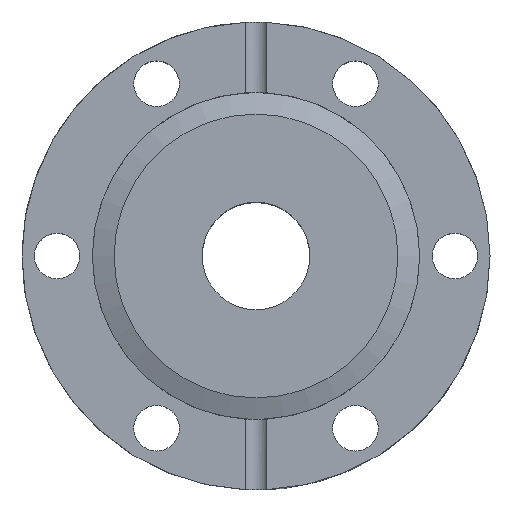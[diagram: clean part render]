
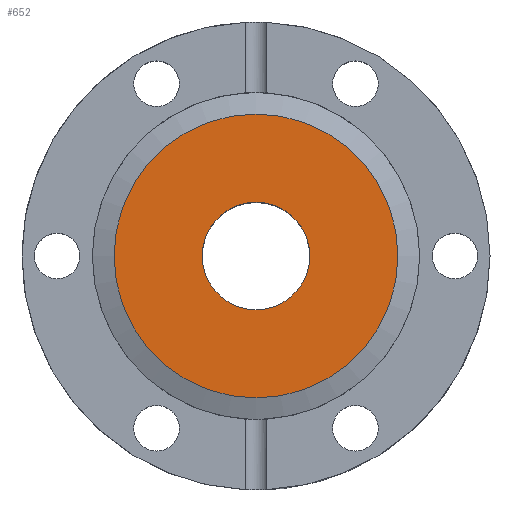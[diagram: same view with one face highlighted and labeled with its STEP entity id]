
A CAD part, top view. The second image highlights one B-rep face of the part: STEP entity #652.
In plain terms, the highlighted planar face has unit normal (0, 0, 1).
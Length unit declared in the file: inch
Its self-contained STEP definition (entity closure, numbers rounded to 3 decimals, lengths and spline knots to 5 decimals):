
#39=PLANE('',#754);
#83=FACE_BOUND('',#208,.T.);
#130=FACE_OUTER_BOUND('',#207,.T.);
#207=EDGE_LOOP('',(#492));
#208=EDGE_LOOP('',(#493));
#287=CIRCLE('',#753,0.825);
#288=CIRCLE('',#755,0.3125);
#345=VERTEX_POINT('',#1129);
#346=VERTEX_POINT('',#1132);
#405=EDGE_CURVE('',#345,#345,#287,.T.);
#406=EDGE_CURVE('',#346,#346,#288,.T.);
#492=ORIENTED_EDGE('',*,*,#405,.T.);
#493=ORIENTED_EDGE('',*,*,#406,.T.);
#652=ADVANCED_FACE('',(#130,#83),#39,.F.);
#753=AXIS2_PLACEMENT_3D('',#1130,#909,#910);
#754=AXIS2_PLACEMENT_3D('',#1131,#911,#912);
#755=AXIS2_PLACEMENT_3D('',#1133,#913,#914);
#909=DIRECTION('center_axis',(0.,0.,1.));
#910=DIRECTION('ref_axis',(0.,1.,0.));
#911=DIRECTION('center_axis',(0.,0.,-1.));
#912=DIRECTION('ref_axis',(-1.,0.,0.));
#913=DIRECTION('center_axis',(0.,0.,-1.));
#914=DIRECTION('ref_axis',(-1.,0.,0.));
#1129=CARTESIAN_POINT('',(0.,0.825,0.454));
#1130=CARTESIAN_POINT('Origin',(0.,0.,0.454));
#1131=CARTESIAN_POINT('Origin',(0.,0.4125,0.454));
#1132=CARTESIAN_POINT('',(0.3125,0.,0.454));
#1133=CARTESIAN_POINT('Origin',(0.,0.,0.454));
